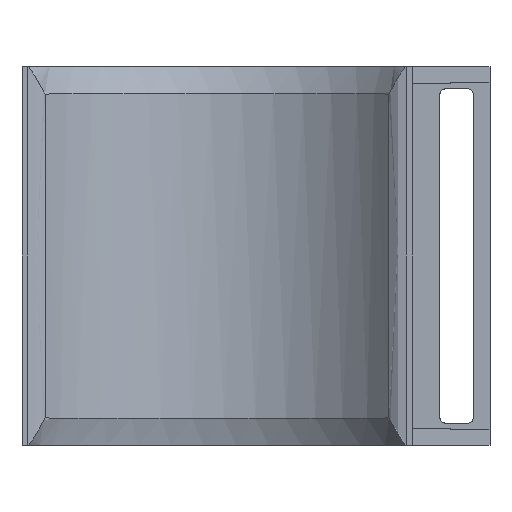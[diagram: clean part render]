
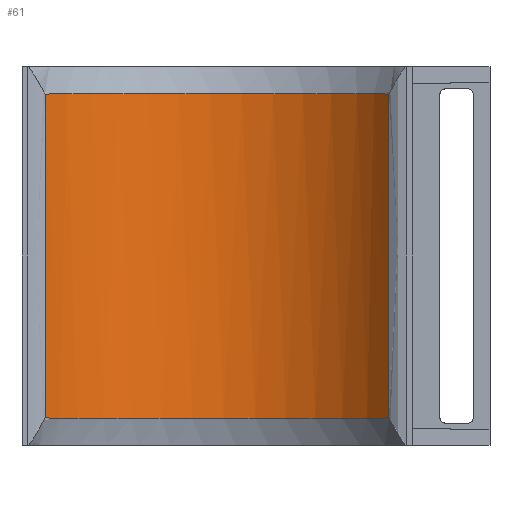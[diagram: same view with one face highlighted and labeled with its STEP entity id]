
A CAD part, front view. The second image highlights one B-rep face of the part: STEP entity #61.
In plain terms, the highlighted free-form (B-spline) face has degree [1, 2] with [2, 9] control points.
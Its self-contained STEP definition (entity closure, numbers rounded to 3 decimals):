
#61=ADVANCED_FACE('',(#110),#881,.T.);
#110=FACE_OUTER_BOUND('',#161,.T.);
#161=EDGE_LOOP('',(#434,#435,#436,#437));
#434=ORIENTED_EDGE('',*,*,#583,.F.);
#435=ORIENTED_EDGE('',*,*,#549,.F.);
#436=ORIENTED_EDGE('',*,*,#584,.T.);
#437=ORIENTED_EDGE('',*,*,#546,.F.);
#546=EDGE_CURVE('',#829,#828,#652,.T.);
#549=EDGE_CURVE('',#832,#833,#655,.T.);
#583=EDGE_CURVE('',#833,#829,#732,.T.);
#584=EDGE_CURVE('',#832,#828,#733,.T.);
#652=B_SPLINE_CURVE_WITH_KNOTS('',3,(#2147,#2148,#2149,#2150,#2151,#2152,
#2153,#2154,#2155,#2156,#2157,#2158,#2159,#2160,#2161,#2162,#2163,#2164,
#2165,#2166,#2167,#2168,#2169,#2170,#2171,#2172,#2173,#2174,#2175,#2176,
#2177,#2178,#2179,#2180,#2181,#2182,#2183,#2184),.UNSPECIFIED.,.F.,.F.,
(4,2,2,2,2,2,2,2,2,2,2,2,2,2,2,2,2,2,4),(0.,0.002,
0.003,0.005,0.007,0.008,
0.009,0.009,0.013,0.018,
0.022,0.026,0.027,0.027,
0.028,0.03,0.032,0.033,
0.035),.UNSPECIFIED.);
#655=B_SPLINE_CURVE_WITH_KNOTS('',3,(#2217,#2218,#2219,#2220,#2221,#2222,
#2223,#2224,#2225,#2226,#2227,#2228,#2229,#2230,#2231,#2232,#2233,#2234,
#2235,#2236,#2237,#2238,#2239,#2240,#2241,#2242,#2243,#2244,#2245,#2246,
#2247,#2248,#2249,#2250,#2251,#2252,#2253,#2254),.UNSPECIFIED.,.F.,.F.,
(4,2,2,2,2,2,2,2,2,2,2,2,2,2,2,2,2,2,4),(0.,0.002,
0.003,0.005,0.007,0.008,
0.009,0.009,0.013,0.018,
0.022,0.026,0.027,0.027,
0.028,0.03,0.032,0.033,
0.035),.UNSPECIFIED.);
#732=(
BOUNDED_CURVE()
B_SPLINE_CURVE(1,(#2388,#2389),.UNSPECIFIED.,.F.,.F.)
B_SPLINE_CURVE_WITH_KNOTS((2,2),(0.,29.072),.UNSPECIFIED.)
CURVE()
GEOMETRIC_REPRESENTATION_ITEM()
RATIONAL_B_SPLINE_CURVE((1.,1.))
REPRESENTATION_ITEM('')
);
#733=(
BOUNDED_CURVE()
B_SPLINE_CURVE(1,(#2390,#2391),.UNSPECIFIED.,.F.,.F.)
B_SPLINE_CURVE_WITH_KNOTS((2,2),(0.,29.072),.UNSPECIFIED.)
CURVE()
GEOMETRIC_REPRESENTATION_ITEM()
RATIONAL_B_SPLINE_CURVE((1.,1.))
REPRESENTATION_ITEM('')
);
#828=VERTEX_POINT('',#1796);
#829=VERTEX_POINT('',#1797);
#832=VERTEX_POINT('',#1800);
#833=VERTEX_POINT('',#1801);
#881=(
BOUNDED_SURFACE()
B_SPLINE_SURFACE(1,2,((#1636,#1637,#1638,#1639,#1640,#1641,#1642,#1643,
#1644),(#1645,#1646,#1647,#1648,#1649,#1650,#1651,#1652,#1653)),
 .UNSPECIFIED.,.F.,.F.,.F.)
B_SPLINE_SURFACE_WITH_KNOTS((2,2),(3,2,2,2,3),(0.,34.993),(0.,
40.,80.,120.,160.),.UNSPECIFIED.)
GEOMETRIC_REPRESENTATION_ITEM()
RATIONAL_B_SPLINE_SURFACE(((1.,0.707,1.,0.707,1.,
0.707,1.,0.707,1.),(1.,0.707,1.,0.707,
1.,0.707,1.,0.707,1.)))
REPRESENTATION_ITEM('')
SURFACE()
);
#1636=CARTESIAN_POINT('',(-20.,-21.,17.496));
#1637=CARTESIAN_POINT('',(-20.,-1.,17.496));
#1638=CARTESIAN_POINT('',(0.,-1.,17.496));
#1639=CARTESIAN_POINT('',(20.,-1.,17.496));
#1640=CARTESIAN_POINT('',(20.,-21.,17.496));
#1641=CARTESIAN_POINT('',(20.,-41.,17.496));
#1642=CARTESIAN_POINT('',(0.,-41.,17.496));
#1643=CARTESIAN_POINT('',(-20.,-41.,17.496));
#1644=CARTESIAN_POINT('',(-20.,-21.,17.496));
#1645=CARTESIAN_POINT('',(-20.,-21.,-17.496));
#1646=CARTESIAN_POINT('',(-20.,-1.,-17.496));
#1647=CARTESIAN_POINT('',(0.,-1.,-17.496));
#1648=CARTESIAN_POINT('',(20.,-1.,-17.496));
#1649=CARTESIAN_POINT('',(20.,-21.,-17.496));
#1650=CARTESIAN_POINT('',(20.,-41.,-17.496));
#1651=CARTESIAN_POINT('',(0.,-41.,-17.496));
#1652=CARTESIAN_POINT('',(-20.,-41.,-17.496));
#1653=CARTESIAN_POINT('',(-20.,-21.,-17.496));
#1796=CARTESIAN_POINT('',(-15.432,-8.278,-14.536));
#1797=CARTESIAN_POINT('',(15.432,-8.278,-14.536));
#1800=CARTESIAN_POINT('',(-15.432,-8.278,14.536));
#1801=CARTESIAN_POINT('',(15.432,-8.278,14.536));
#2147=CARTESIAN_POINT('',(15.432,-8.278,-14.536));
#2148=CARTESIAN_POINT('',(14.943,-7.684,-14.54));
#2149=CARTESIAN_POINT('',(14.419,-7.119,-14.544));
#2150=CARTESIAN_POINT('',(13.586,-6.318,-14.549));
#2151=CARTESIAN_POINT('',(13.301,-6.059,-14.55));
#2152=CARTESIAN_POINT('',(12.717,-5.559,-14.553));
#2153=CARTESIAN_POINT('',(12.418,-5.318,-14.555));
#2154=CARTESIAN_POINT('',(11.505,-4.623,-14.559));
#2155=CARTESIAN_POINT('',(10.872,-4.196,-14.562));
#2156=CARTESIAN_POINT('',(9.89,-3.613,-14.565));
#2157=CARTESIAN_POINT('',(9.561,-3.429,-14.566));
#2158=CARTESIAN_POINT('',(9.059,-3.168,-14.567));
#2159=CARTESIAN_POINT('',(8.891,-3.084,-14.568));
#2160=CARTESIAN_POINT('',(8.554,-2.921,-14.569));
#2161=CARTESIAN_POINT('',(8.385,-2.841,-14.569));
#2162=CARTESIAN_POINT('',(6.886,-2.166,-14.573));
#2163=CARTESIAN_POINT('',(5.497,-1.715,-14.575));
#2164=CARTESIAN_POINT('',(2.731,-1.14,-14.579));
#2165=CARTESIAN_POINT('',(1.368,-1.,-14.579));
#2166=CARTESIAN_POINT('',(-1.368,-1.,-14.579));
#2167=CARTESIAN_POINT('',(-2.731,-1.14,-14.579));
#2168=CARTESIAN_POINT('',(-5.497,-1.715,-14.575));
#2169=CARTESIAN_POINT('',(-6.886,-2.166,-14.573));
#2170=CARTESIAN_POINT('',(-8.385,-2.841,-14.569));
#2171=CARTESIAN_POINT('',(-8.554,-2.921,-14.569));
#2172=CARTESIAN_POINT('',(-8.891,-3.084,-14.568));
#2173=CARTESIAN_POINT('',(-9.059,-3.168,-14.567));
#2174=CARTESIAN_POINT('',(-9.561,-3.429,-14.566));
#2175=CARTESIAN_POINT('',(-9.89,-3.613,-14.565));
#2176=CARTESIAN_POINT('',(-10.872,-4.196,-14.562));
#2177=CARTESIAN_POINT('',(-11.505,-4.623,-14.559));
#2178=CARTESIAN_POINT('',(-12.418,-5.318,-14.555));
#2179=CARTESIAN_POINT('',(-12.717,-5.559,-14.553));
#2180=CARTESIAN_POINT('',(-13.301,-6.059,-14.55));
#2181=CARTESIAN_POINT('',(-13.586,-6.318,-14.549));
#2182=CARTESIAN_POINT('',(-14.419,-7.119,-14.544));
#2183=CARTESIAN_POINT('',(-14.943,-7.684,-14.54));
#2184=CARTESIAN_POINT('',(-15.432,-8.278,-14.536));
#2217=CARTESIAN_POINT('',(-15.432,-8.278,14.536));
#2218=CARTESIAN_POINT('',(-14.943,-7.684,14.54));
#2219=CARTESIAN_POINT('',(-14.419,-7.119,14.544));
#2220=CARTESIAN_POINT('',(-13.586,-6.318,14.549));
#2221=CARTESIAN_POINT('',(-13.301,-6.059,14.55));
#2222=CARTESIAN_POINT('',(-12.717,-5.559,14.553));
#2223=CARTESIAN_POINT('',(-12.418,-5.318,14.555));
#2224=CARTESIAN_POINT('',(-11.505,-4.623,14.559));
#2225=CARTESIAN_POINT('',(-10.872,-4.196,14.562));
#2226=CARTESIAN_POINT('',(-9.89,-3.613,14.565));
#2227=CARTESIAN_POINT('',(-9.561,-3.429,14.566));
#2228=CARTESIAN_POINT('',(-9.059,-3.168,14.567));
#2229=CARTESIAN_POINT('',(-8.891,-3.084,14.568));
#2230=CARTESIAN_POINT('',(-8.554,-2.921,14.569));
#2231=CARTESIAN_POINT('',(-8.385,-2.841,14.569));
#2232=CARTESIAN_POINT('',(-6.886,-2.166,14.573));
#2233=CARTESIAN_POINT('',(-5.497,-1.715,14.575));
#2234=CARTESIAN_POINT('',(-2.731,-1.14,14.579));
#2235=CARTESIAN_POINT('',(-1.368,-1.,14.579));
#2236=CARTESIAN_POINT('',(1.368,-1.,14.579));
#2237=CARTESIAN_POINT('',(2.731,-1.14,14.579));
#2238=CARTESIAN_POINT('',(5.497,-1.715,14.575));
#2239=CARTESIAN_POINT('',(6.886,-2.166,14.573));
#2240=CARTESIAN_POINT('',(8.385,-2.841,14.569));
#2241=CARTESIAN_POINT('',(8.554,-2.921,14.569));
#2242=CARTESIAN_POINT('',(8.891,-3.084,14.568));
#2243=CARTESIAN_POINT('',(9.059,-3.168,14.567));
#2244=CARTESIAN_POINT('',(9.561,-3.429,14.566));
#2245=CARTESIAN_POINT('',(9.89,-3.613,14.565));
#2246=CARTESIAN_POINT('',(10.872,-4.196,14.562));
#2247=CARTESIAN_POINT('',(11.505,-4.623,14.559));
#2248=CARTESIAN_POINT('',(12.418,-5.318,14.555));
#2249=CARTESIAN_POINT('',(12.717,-5.559,14.553));
#2250=CARTESIAN_POINT('',(13.301,-6.059,14.55));
#2251=CARTESIAN_POINT('',(13.586,-6.318,14.549));
#2252=CARTESIAN_POINT('',(14.419,-7.119,14.544));
#2253=CARTESIAN_POINT('',(14.943,-7.684,14.54));
#2254=CARTESIAN_POINT('',(15.432,-8.278,14.536));
#2388=CARTESIAN_POINT('',(15.432,-8.278,14.536));
#2389=CARTESIAN_POINT('',(15.432,-8.278,-14.536));
#2390=CARTESIAN_POINT('',(-15.432,-8.278,14.536));
#2391=CARTESIAN_POINT('',(-15.432,-8.278,-14.536));
